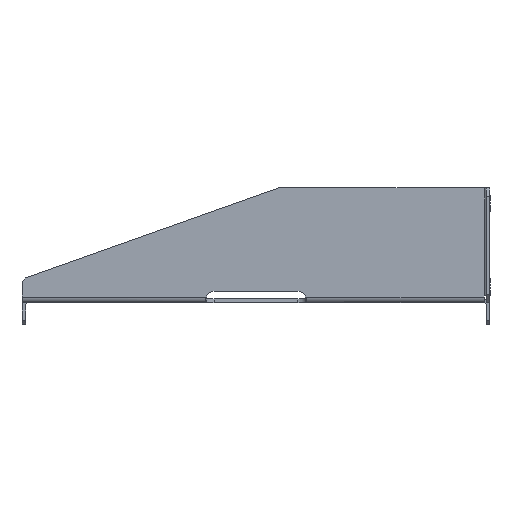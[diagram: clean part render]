
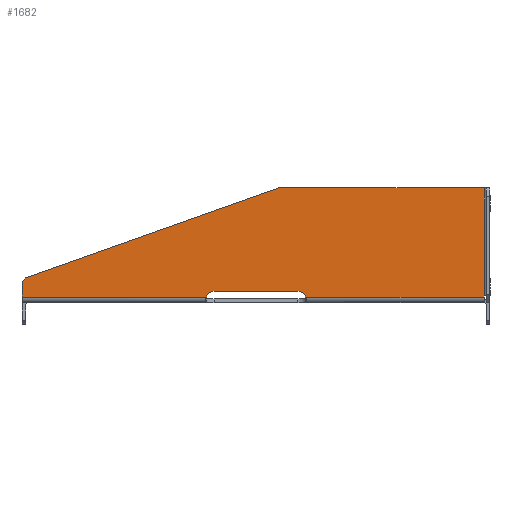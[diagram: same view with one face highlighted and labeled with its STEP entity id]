
A CAD part, left-side view. The second image highlights one B-rep face of the part: STEP entity #1682.
In plain terms, the highlighted planar face has unit normal (-1, 0, 0).
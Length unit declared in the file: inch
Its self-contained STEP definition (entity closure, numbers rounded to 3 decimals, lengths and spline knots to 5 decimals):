
#15 = DIRECTION ( 'NONE',  ( 0., -0.942, 0.335 ) ) ;
#29 = CIRCLE ( 'NONE', #2384, 0.125 ) ;
#136 = AXIS2_PLACEMENT_3D ( 'NONE', #2799, #329, #149 ) ;
#149 = DIRECTION ( 'NONE',  ( 0., 0., -1. ) ) ;
#192 = CARTESIAN_POINT ( 'NONE',  ( -8.75, -3.457, 0.057 ) ) ;
#244 = LINE ( 'NONE', #2448, #3042 ) ;
#251 = LINE ( 'NONE', #192, #1929 ) ;
#276 = EDGE_CURVE ( 'NONE', #2809, #667, #2200, .T. ) ;
#278 = LINE ( 'NONE', #2447, #1728 ) ;
#282 = VERTEX_POINT ( 'NONE', #2220 ) ;
#318 = ORIENTED_EDGE ( 'NONE', *, *, #2238, .F. ) ;
#322 = ORIENTED_EDGE ( 'NONE', *, *, #962, .F. ) ;
#329 = DIRECTION ( 'NONE',  ( 1., 0., 0. ) ) ;
#369 = ORIENTED_EDGE ( 'NONE', *, *, #3482, .F. ) ;
#380 = EDGE_CURVE ( 'NONE', #1801, #3202, #636, .T. ) ;
#409 = DIRECTION ( 'NONE',  ( 0., 0., 1. ) ) ;
#460 = VECTOR ( 'NONE', #939, 39.37008 ) ;
#468 = CARTESIAN_POINT ( 'NONE',  ( -8.75, -3.457, 1.718 ) ) ;
#536 = DIRECTION ( 'NONE',  ( 0., 0., 1. ) ) ;
#540 = ORIENTED_EDGE ( 'NONE', *, *, #2278, .F. ) ;
#548 = FACE_OUTER_BOUND ( 'NONE', #1996, .T. ) ;
#608 = CARTESIAN_POINT ( 'NONE',  ( -8.75, -0.668, 0.04648 ) ) ;
#636 = CIRCLE ( 'NONE', #2658, 0.125 ) ;
#667 = VERTEX_POINT ( 'NONE', #3521 ) ;
#750 = CARTESIAN_POINT ( 'NONE',  ( -8.75, -3.457, 1.718 ) ) ;
#767 = ORIENTED_EDGE ( 'NONE', *, *, #276, .F. ) ;
#796 = DIRECTION ( 'NONE',  ( 0., 0., -1. ) ) ;
#826 = CARTESIAN_POINT ( 'NONE',  ( -8.75, -3.457, 0.04648 ) ) ;
#870 = CARTESIAN_POINT ( 'NONE',  ( -8.75, 0.582, 0.04648 ) ) ;
#898 = VERTEX_POINT ( 'NONE', #2674 ) ;
#939 = DIRECTION ( 'NONE',  ( 0., 1., 0. ) ) ;
#962 = EDGE_CURVE ( 'NONE', #898, #2809, #3201, .T. ) ;
#1073 = DIRECTION ( 'NONE',  ( 0., 1., 0. ) ) ;
#1194 = CARTESIAN_POINT ( 'NONE',  ( -8.75, 3.457, 0.301 ) ) ;
#1390 = VECTOR ( 'NONE', #3078, 39.37008 ) ;
#1474 = VERTEX_POINT ( 'NONE', #2159 ) ;
#1682 = ADVANCED_FACE ( 'NONE', ( #548 ), #1704, .F. ) ;
#1703 = DIRECTION ( 'NONE',  ( -1., 0., 0. ) ) ;
#1704 = PLANE ( 'NONE',  #136 ) ;
#1728 = VECTOR ( 'NONE', #1073, 39.37008 ) ;
#1778 = DIRECTION ( 'NONE',  ( 0., 1., 0. ) ) ;
#1781 = VERTEX_POINT ( 'NONE', #2566 ) ;
#1801 = VERTEX_POINT ( 'NONE', #2879 ) ;
#1839 = ORIENTED_EDGE ( 'NONE', *, *, #2747, .F. ) ;
#1929 = VECTOR ( 'NONE', #536, 39.37008 ) ;
#1933 = DIRECTION ( 'NONE',  ( 0., 0., -1. ) ) ;
#1993 = EDGE_CURVE ( 'NONE', #282, #667, #251, .T. ) ;
#1996 = EDGE_LOOP ( 'NONE', ( #2275, #318, #2268, #369, #3406, #767, #322, #2802, #540, #1839, #3023 ) ) ;
#2052 = DIRECTION ( 'NONE',  ( -1., 0., 0. ) ) ;
#2098 = EDGE_CURVE ( 'NONE', #2337, #1781, #29, .T. ) ;
#2159 = CARTESIAN_POINT ( 'NONE',  ( -8.75, 3.40706, 0.37174 ) ) ;
#2200 = LINE ( 'NONE', #826, #3056 ) ;
#2220 = CARTESIAN_POINT ( 'NONE',  ( -8.75, -3.457, 0.086 ) ) ;
#2238 = EDGE_CURVE ( 'NONE', #3202, #2337, #2877, .T. ) ;
#2268 = ORIENTED_EDGE ( 'NONE', *, *, #380, .F. ) ;
#2274 = DIRECTION ( 'NONE',  ( 0., 0., 1. ) ) ;
#2275 = ORIENTED_EDGE ( 'NONE', *, *, #2098, .F. ) ;
#2278 = EDGE_CURVE ( 'NONE', #2792, #1474, #3130, .T. ) ;
#2337 = VERTEX_POINT ( 'NONE', #2848 ) ;
#2384 = AXIS2_PLACEMENT_3D ( 'NONE', #870, #1703, #796 ) ;
#2447 = CARTESIAN_POINT ( 'NONE',  ( -8.75, 0.70059, 0.086 ) ) ;
#2448 = CARTESIAN_POINT ( 'NONE',  ( -8.75, 0.70059, 0.086 ) ) ;
#2462 = DIRECTION ( 'NONE',  ( 0., -1., 0. ) ) ;
#2565 = CARTESIAN_POINT ( 'NONE',  ( -8.75, -3.457, 0.17148 ) ) ;
#2566 = CARTESIAN_POINT ( 'NONE',  ( -8.75, 0.70059, 0.086 ) ) ;
#2613 = LINE ( 'NONE', #3196, #2936 ) ;
#2658 = AXIS2_PLACEMENT_3D ( 'NONE', #608, #2052, #2274 ) ;
#2674 = CARTESIAN_POINT ( 'NONE',  ( -8.75, -0.382, 1.718 ) ) ;
#2747 = EDGE_CURVE ( 'NONE', #3180, #2792, #2613, .T. ) ;
#2792 = VERTEX_POINT ( 'NONE', #3214 ) ;
#2799 = CARTESIAN_POINT ( 'NONE',  ( -8.75, -3.457, 0.04648 ) ) ;
#2802 = ORIENTED_EDGE ( 'NONE', *, *, #2999, .F. ) ;
#2809 = VERTEX_POINT ( 'NONE', #750 ) ;
#2833 = CARTESIAN_POINT ( 'NONE',  ( -8.75, 3.457, 0.086 ) ) ;
#2848 = CARTESIAN_POINT ( 'NONE',  ( -8.75, 0.582, 0.17148 ) ) ;
#2867 = VECTOR ( 'NONE', #15, 39.37008 ) ;
#2877 = LINE ( 'NONE', #2565, #460 ) ;
#2879 = CARTESIAN_POINT ( 'NONE',  ( -8.75, -0.78659, 0.086 ) ) ;
#2903 = EDGE_CURVE ( 'NONE', #1781, #3180, #244, .T. ) ;
#2936 = VECTOR ( 'NONE', #409, 39.37008 ) ;
#2960 = LINE ( 'NONE', #3247, #2867 ) ;
#2999 = EDGE_CURVE ( 'NONE', #1474, #898, #2960, .T. ) ;
#3023 = ORIENTED_EDGE ( 'NONE', *, *, #2903, .F. ) ;
#3042 = VECTOR ( 'NONE', #1778, 39.37008 ) ;
#3056 = VECTOR ( 'NONE', #1933, 39.37008 ) ;
#3060 = VECTOR ( 'NONE', #2462, 39.37008 ) ;
#3078 = DIRECTION ( 'NONE',  ( 0., -0.577, 0.817 ) ) ;
#3130 = LINE ( 'NONE', #1194, #1390 ) ;
#3148 = CARTESIAN_POINT ( 'NONE',  ( -8.75, -0.668, 0.17148 ) ) ;
#3180 = VERTEX_POINT ( 'NONE', #2833 ) ;
#3196 = CARTESIAN_POINT ( 'NONE',  ( -8.75, 3.457, 0.04648 ) ) ;
#3201 = LINE ( 'NONE', #468, #3060 ) ;
#3202 = VERTEX_POINT ( 'NONE', #3148 ) ;
#3214 = CARTESIAN_POINT ( 'NONE',  ( -8.75, 3.457, 0.301 ) ) ;
#3247 = CARTESIAN_POINT ( 'NONE',  ( -8.75, 3.40706, 0.37174 ) ) ;
#3406 = ORIENTED_EDGE ( 'NONE', *, *, #1993, .T. ) ;
#3482 = EDGE_CURVE ( 'NONE', #282, #1801, #278, .T. ) ;
#3521 = CARTESIAN_POINT ( 'NONE',  ( -8.75, -3.457, 0.108 ) ) ;
